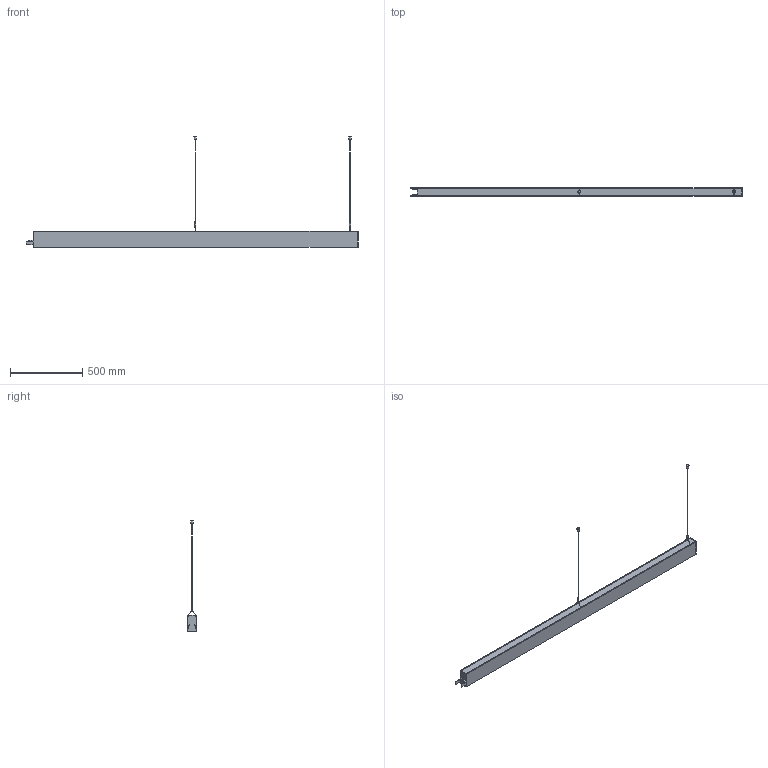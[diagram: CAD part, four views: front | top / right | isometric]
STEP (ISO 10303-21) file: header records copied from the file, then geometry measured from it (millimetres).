
FILE_DESCRIPTION(/* description */ (''),/* implementation_level */ '2;1');
FILE_NAME(/* name */ '10000091737n3p000_00.stp',/* time_stamp */ '2022-02-02T10:24:58+01:00',/* author */ (''),/* organization */ (''),/* preprocessor_version */ 'ST-DEVELOPER v15',/* originating_system */ 'SIEMENS PLM Software NX 9.0',/* authorisation */ '');
FILE_SCHEMA (('AUTOMOTIVE_DESIGN { 1 0 10303 214 3 1 1 1 }'));
Length unit declared in the file: millimetre
Products named in the file (1): 10000091737n3p000_00
Bounding box: 2300 x 60 x 766.34 mm (x, y, z)
Volume: 14763735.1 mm3; surface area: 854233.6 mm2
Topology: 1 solids, 3 shells, 224 faces, 616 edges, 396 vertices
Faces by surface type: plane 139, cylinder 73, torus 8, cone 4
Full cylindrical faces by diameter (mm): 10 x2, 16 x2, 20 x2
Entity records: 7477 total; most frequent: CARTESIAN_POINT 1635, ORIENTED_EDGE 1216, DIRECTION 1210, EDGE_CURVE 608, AXIS2_PLACEMENT_3D 417, VERTEX_POINT 394, LINE 376, VECTOR 376
